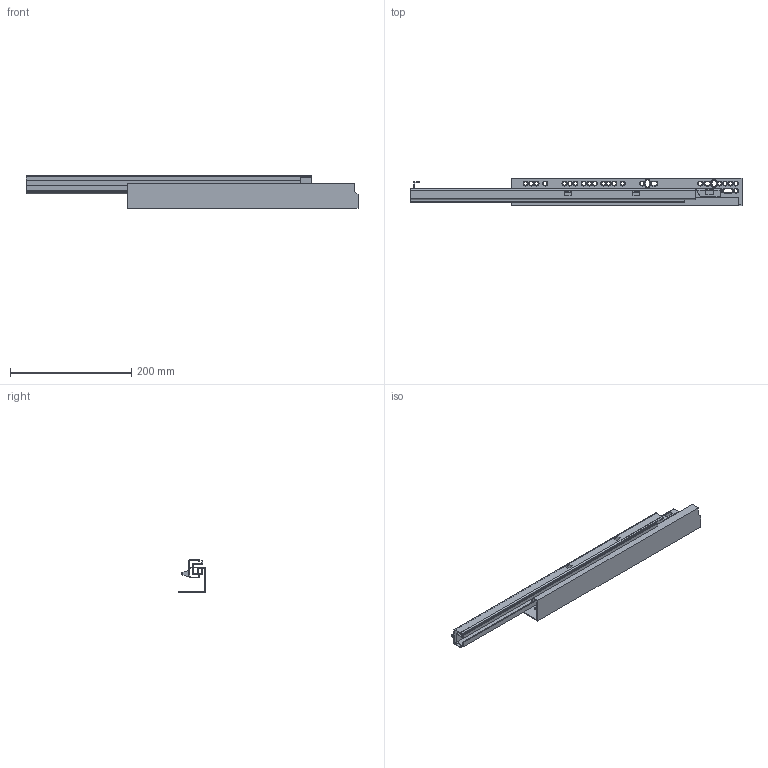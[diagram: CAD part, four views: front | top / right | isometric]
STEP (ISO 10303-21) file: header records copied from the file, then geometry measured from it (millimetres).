
FILE_DESCRIPTION (( 'STEP AP214' ), '1' );
FILE_NAME ('F000301_CLOSED_RIGHT_3D.step', '2023-02-22T12:51:34', ( '' ), ( '' ), 'SwSTEP 2.0', 'SolidWorks 2020', '' );
FILE_SCHEMA (( 'AUTOMOTIVE_DESIGN' ));
Length unit declared in the file: millimetre
Products named in the file (4): NU69-550-VNEJSI-PRAVY; NU69-550-VNITRNI_PRAVY; NU69-550-STREDNI; F000301_CLOSED_RIGHT_3D
Assembly tree (3 placements, depth 2):
  F000301_CLOSED_RIGHT_3D
    NU69-550-VNEJSI-PRAVY
    NU69-550-STREDNI
    NU69-550-VNITRNI_PRAVY
Bounding box: 548 x 46 x 54 mm (x, y, z)
Volume: 140533.3 mm3; surface area: 201434.2 mm2
Topology: 3 solids, 3 shells, 303 faces, 789 edges, 490 vertices
Faces by surface type: plane 105, cylinder 104, cone 94
Entity records: 9594 total; most frequent: DIRECTION 1718, CARTESIAN_POINT 1594, ORIENTED_EDGE 1578, EDGE_CURVE 789, AXIS2_PLACEMENT_3D 622, VERTEX_POINT 490, LINE 474, VECTOR 474
